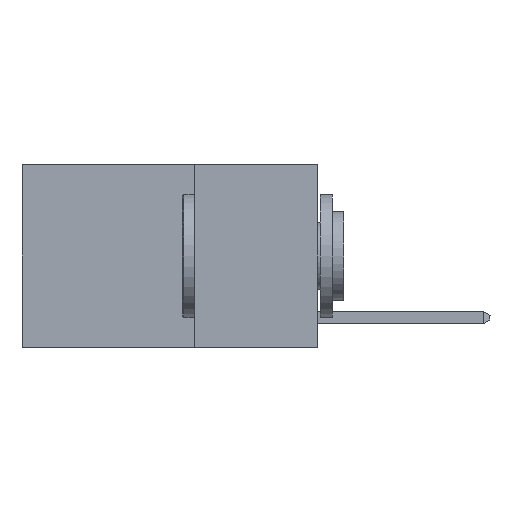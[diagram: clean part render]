
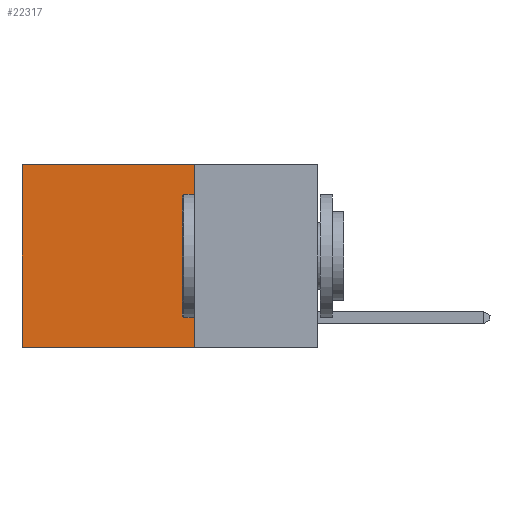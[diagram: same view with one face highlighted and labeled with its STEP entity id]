
A CAD part, left-side view. The second image highlights one B-rep face of the part: STEP entity #22317.
In plain terms, the highlighted planar face has unit normal (-1, 0, 0).
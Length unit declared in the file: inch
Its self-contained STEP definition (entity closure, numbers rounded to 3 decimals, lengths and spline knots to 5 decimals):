
#910 = EDGE_CURVE ( 'NONE', #27493, #10602, #7039, .T. ) ;
#2064 = VECTOR ( 'NONE', #21639, 39.37008 ) ;
#2482 = ORIENTED_EDGE ( 'NONE', *, *, #910, .T. ) ;
#4159 = CARTESIAN_POINT ( 'NONE',  ( 0.2625, 0.25, 0. ) ) ;
#5873 = CARTESIAN_POINT ( 'NONE',  ( 0.2625, 0.25, 0. ) ) ;
#7004 = CARTESIAN_POINT ( 'NONE',  ( 0.2625, 0.25, 0. ) ) ;
#7039 = LINE ( 'NONE', #7004, #25824 ) ;
#7142 = CARTESIAN_POINT ( 'NONE',  ( 0.2625, 0.25, -0.37 ) ) ;
#7433 = DIRECTION ( 'NONE',  ( 0., 1., 0. ) ) ;
#8550 = LINE ( 'NONE', #4159, #2064 ) ;
#9744 = ORIENTED_EDGE ( 'NONE', *, *, #19126, .T. ) ;
#9825 = LINE ( 'NONE', #7142, #11198 ) ;
#10460 = DIRECTION ( 'NONE',  ( 0., 0., -1. ) ) ;
#10602 = VERTEX_POINT ( 'NONE', #26432 ) ;
#11198 = VECTOR ( 'NONE', #7433, 39.37008 ) ;
#11571 = DIRECTION ( 'NONE',  ( 0., 1., 0. ) ) ;
#11829 = FACE_OUTER_BOUND ( 'NONE', #18893, .T. ) ;
#12032 = VERTEX_POINT ( 'NONE', #26299 ) ;
#12695 = LINE ( 'NONE', #13051, #21579 ) ;
#13051 = CARTESIAN_POINT ( 'NONE',  ( 0.2625, 0.6, 0. ) ) ;
#13572 = EDGE_CURVE ( 'NONE', #12032, #18554, #9825, .T. ) ;
#15208 = EDGE_CURVE ( 'NONE', #27493, #12032, #8550, .T. ) ;
#15879 = CARTESIAN_POINT ( 'NONE',  ( 0.2625, 0.6, -0.37 ) ) ;
#18554 = VERTEX_POINT ( 'NONE', #15879 ) ;
#18893 = EDGE_LOOP ( 'NONE', ( #9744, #26167, #18934, #2482 ) ) ;
#18934 = ORIENTED_EDGE ( 'NONE', *, *, #15208, .F. ) ;
#18951 = PLANE ( 'NONE',  #22434 ) ;
#19126 = EDGE_CURVE ( 'NONE', #10602, #18554, #12695, .T. ) ;
#21579 = VECTOR ( 'NONE', #10460, 39.37008 ) ;
#21639 = DIRECTION ( 'NONE',  ( 0., 0., -1. ) ) ;
#22317 = ADVANCED_FACE ( 'NONE', ( #11829 ), #18951, .F. ) ;
#22434 = AXIS2_PLACEMENT_3D ( 'NONE', #5873, #27508, #23321 ) ;
#23321 = DIRECTION ( 'NONE',  ( 0., 0., -1. ) ) ;
#24649 = CARTESIAN_POINT ( 'NONE',  ( 0.2625, 0.25, 0. ) ) ;
#25824 = VECTOR ( 'NONE', #11571, 39.37008 ) ;
#26167 = ORIENTED_EDGE ( 'NONE', *, *, #13572, .F. ) ;
#26299 = CARTESIAN_POINT ( 'NONE',  ( 0.2625, 0.25, -0.37 ) ) ;
#26432 = CARTESIAN_POINT ( 'NONE',  ( 0.2625, 0.6, 0. ) ) ;
#27493 = VERTEX_POINT ( 'NONE', #24649 ) ;
#27508 = DIRECTION ( 'NONE',  ( 1., 0., 0. ) ) ;
